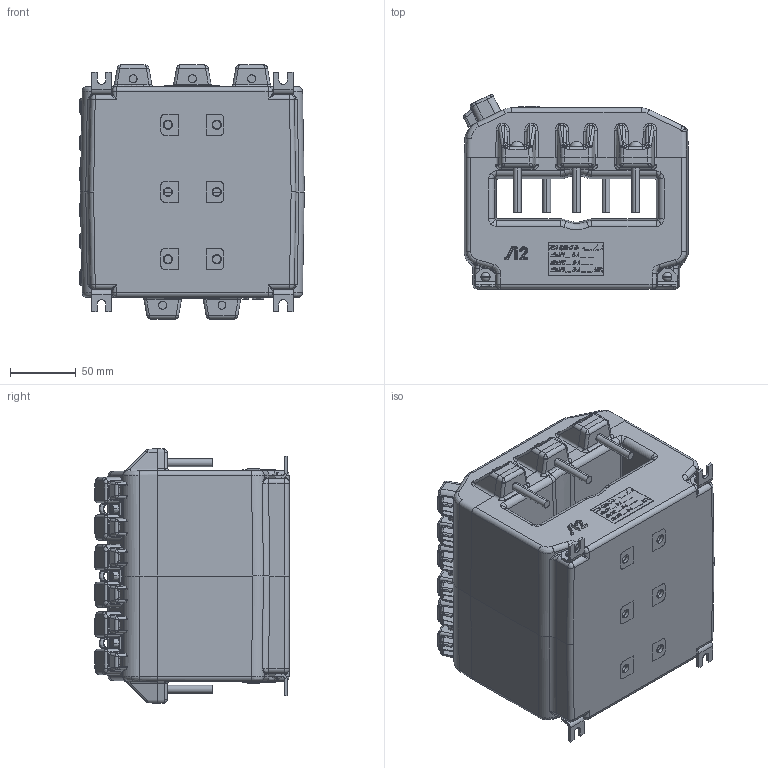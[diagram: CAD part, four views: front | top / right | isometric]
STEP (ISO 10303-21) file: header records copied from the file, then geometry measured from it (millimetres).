
FILE_DESCRIPTION (( 'STEP AP203' ), '1' );
FILE_NAME ('ÒØË-0,66-III-3-3.STEP', '2020-06-03T04:24:52', ( '' ), ( '' ), 'SwSTEP 2.0', 'SolidWorks 2010', '' );
FILE_SCHEMA (( 'CONFIG_CONTROL_DESIGN' ));
Products named in the file (1): ﾒﾘﾋ-0,66-III-3-3
Bounding box: 170.52 x 147.39 x 193 mm (x, y, z)
Surface area: 210740 mm2 (no closed solid volume)
Topology: 0 solids, 247 shells, 2088 faces, 12264 edges, 10258 vertices
Faces by surface type: plane 1015, bspline 472, cylinder 402, cone 135, sphere 60, torus 4
Entity records: 162087 total; most frequent: CARTESIAN_POINT 82405, ORIENTED_EDGE 16025, EDGE_CURVE 12210, DIRECTION 11569, VERTEX_POINT 10258, LINE 5887, VECTOR 5887, B_SPLINE_CURVE_WITH_KNOTS 4522
